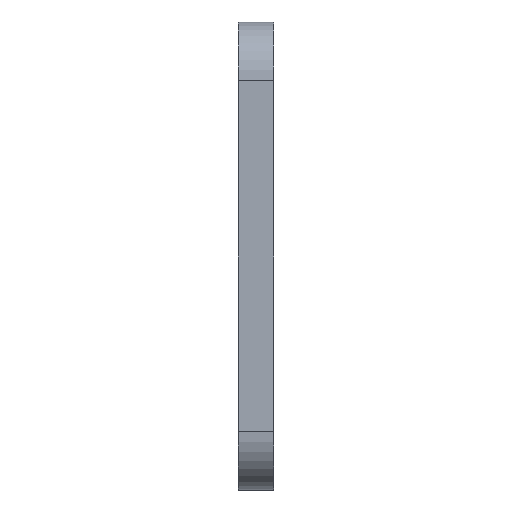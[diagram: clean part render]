
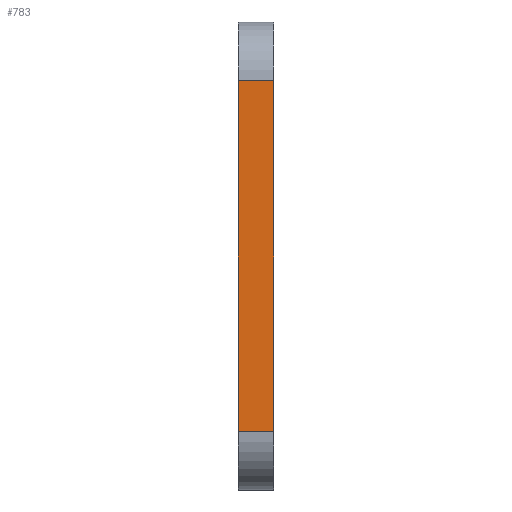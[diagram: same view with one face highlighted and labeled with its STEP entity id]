
A CAD part, left-side view. The second image highlights one B-rep face of the part: STEP entity #783.
In plain terms, the highlighted planar face has unit normal (-1, 0, 0).
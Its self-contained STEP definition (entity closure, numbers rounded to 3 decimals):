
#24 = CARTESIAN_POINT ( 'NONE',  ( -61.601, 6., 30. ) ) ;
#28 = LINE ( 'NONE', #724, #513 ) ;
#94 = CARTESIAN_POINT ( 'NONE',  ( -61.601, 6., -30. ) ) ;
#110 = VERTEX_POINT ( 'NONE', #94 ) ;
#124 = EDGE_LOOP ( 'NONE', ( #250, #325, #607, #725 ) ) ;
#166 = EDGE_CURVE ( 'NONE', #110, #460, #28, .T. ) ;
#177 = VECTOR ( 'NONE', #229, 1000. ) ;
#229 = DIRECTION ( 'NONE',  ( 0., -1., 0. ) ) ;
#250 = ORIENTED_EDGE ( 'NONE', *, *, #279, .T. ) ;
#255 = CARTESIAN_POINT ( 'NONE',  ( -61.601, 0., -30. ) ) ;
#256 = CARTESIAN_POINT ( 'NONE',  ( -61.601, 0., 30. ) ) ;
#268 = LINE ( 'NONE', #24, #789 ) ;
#279 = EDGE_CURVE ( 'NONE', #436, #368, #807, .T. ) ;
#290 = DIRECTION ( 'NONE',  ( 0., 0., 1. ) ) ;
#291 = PLANE ( 'NONE',  #651 ) ;
#325 = ORIENTED_EDGE ( 'NONE', *, *, #463, .F. ) ;
#342 = DIRECTION ( 'NONE',  ( 0., 0., -1. ) ) ;
#368 = VERTEX_POINT ( 'NONE', #256 ) ;
#436 = VERTEX_POINT ( 'NONE', #533 ) ;
#460 = VERTEX_POINT ( 'NONE', #657 ) ;
#463 = EDGE_CURVE ( 'NONE', #460, #368, #268, .T. ) ;
#472 = DIRECTION ( 'NONE',  ( 1., 0., 0. ) ) ;
#513 = VECTOR ( 'NONE', #290, 1000. ) ;
#533 = CARTESIAN_POINT ( 'NONE',  ( -61.601, 0., -30. ) ) ;
#553 = CARTESIAN_POINT ( 'NONE',  ( -61.601, 6., -30. ) ) ;
#604 = EDGE_CURVE ( 'NONE', #110, #436, #792, .T. ) ;
#607 = ORIENTED_EDGE ( 'NONE', *, *, #166, .F. ) ;
#651 = AXIS2_PLACEMENT_3D ( 'NONE', #707, #472, #342 ) ;
#657 = CARTESIAN_POINT ( 'NONE',  ( -61.601, 6., 30. ) ) ;
#686 = DIRECTION ( 'NONE',  ( 0., 0., 1. ) ) ;
#707 = CARTESIAN_POINT ( 'NONE',  ( -61.601, 6., -30. ) ) ;
#724 = CARTESIAN_POINT ( 'NONE',  ( -61.601, 6., -30. ) ) ;
#725 = ORIENTED_EDGE ( 'NONE', *, *, #604, .T. ) ;
#761 = VECTOR ( 'NONE', #686, 1000. ) ;
#772 = DIRECTION ( 'NONE',  ( 0., -1., 0. ) ) ;
#774 = FACE_OUTER_BOUND ( 'NONE', #124, .T. ) ;
#783 = ADVANCED_FACE ( 'NONE', ( #774 ), #291, .F. ) ;
#789 = VECTOR ( 'NONE', #772, 1000. ) ;
#792 = LINE ( 'NONE', #553, #177 ) ;
#807 = LINE ( 'NONE', #255, #761 ) ;
